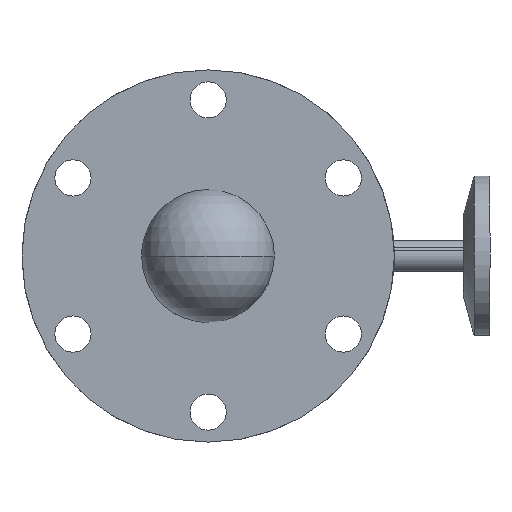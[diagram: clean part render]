
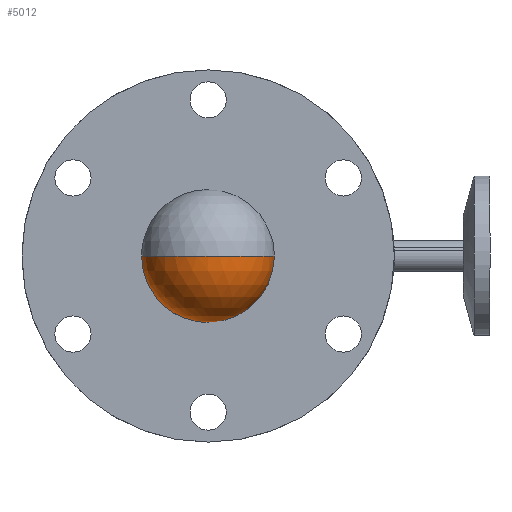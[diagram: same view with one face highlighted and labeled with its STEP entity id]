
A CAD part, front view. The second image highlights one B-rep face of the part: STEP entity #5012.
In plain terms, the highlighted spherical face has radius 12.5 mm.
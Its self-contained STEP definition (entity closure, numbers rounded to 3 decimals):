
#23 = ORIENTED_EDGE ( 'NONE', *, *, #3558, .T. ) ;
#254 = DIRECTION ( 'NONE',  ( -1., 0., 0. ) ) ;
#462 = CIRCLE ( 'NONE', #4567, 7.5 ) ;
#590 = CIRCLE ( 'NONE', #3534, 12.5 ) ;
#600 = CARTESIAN_POINT ( 'NONE',  ( 7.5, 10., 0. ) ) ;
#1191 = EDGE_CURVE ( 'NONE', #1810, #3053, #462, .T. ) ;
#1272 = CARTESIAN_POINT ( 'NONE',  ( 0., 0., 0. ) ) ;
#1424 = VERTEX_POINT ( 'NONE', #5720 ) ;
#1505 = ORIENTED_EDGE ( 'NONE', *, *, #1191, .F. ) ;
#1732 = DIRECTION ( 'NONE',  ( 0., 0., -1. ) ) ;
#1810 = VERTEX_POINT ( 'NONE', #600 ) ;
#1872 = DIRECTION ( 'NONE',  ( 0., 0., 1. ) ) ;
#2276 = CIRCLE ( 'NONE', #2279, 12.5 ) ;
#2279 = AXIS2_PLACEMENT_3D ( 'NONE', #5006, #5593, #2523 ) ;
#2483 = FACE_OUTER_BOUND ( 'NONE', #4404, .T. ) ;
#2523 = DIRECTION ( 'NONE',  ( -1., 0., 0. ) ) ;
#2800 = DIRECTION ( 'NONE',  ( 0., -1., 0. ) ) ;
#3053 = VERTEX_POINT ( 'NONE', #4332 ) ;
#3413 = EDGE_CURVE ( 'NONE', #3053, #1424, #590, .T. ) ;
#3534 = AXIS2_PLACEMENT_3D ( 'NONE', #1272, #1872, #2800 ) ;
#3558 = EDGE_CURVE ( 'NONE', #1810, #1424, #2276, .T. ) ;
#3784 = SPHERICAL_SURFACE ( 'NONE', #4475, 12.5 ) ;
#3817 = CARTESIAN_POINT ( 'NONE',  ( 0., 0., 0. ) ) ;
#4016 = ORIENTED_EDGE ( 'NONE', *, *, #3413, .F. ) ;
#4314 = DIRECTION ( 'NONE',  ( 0., 0., -1. ) ) ;
#4332 = CARTESIAN_POINT ( 'NONE',  ( -7.5, 10., 0. ) ) ;
#4404 = EDGE_LOOP ( 'NONE', ( #1505, #23, #4016 ) ) ;
#4475 = AXIS2_PLACEMENT_3D ( 'NONE', #3817, #1732, #254 ) ;
#4567 = AXIS2_PLACEMENT_3D ( 'NONE', #5811, #6300, #4314 ) ;
#5006 = CARTESIAN_POINT ( 'NONE',  ( 0., 0., 0. ) ) ;
#5012 = ADVANCED_FACE ( 'NONE', ( #2483 ), #3784, .T. ) ;
#5593 = DIRECTION ( 'NONE',  ( 0., 0., -1. ) ) ;
#5720 = CARTESIAN_POINT ( 'NONE',  ( 0., -12.5, 0. ) ) ;
#5811 = CARTESIAN_POINT ( 'NONE',  ( 0., 10., 0. ) ) ;
#6300 = DIRECTION ( 'NONE',  ( 0., 1., 0. ) ) ;
